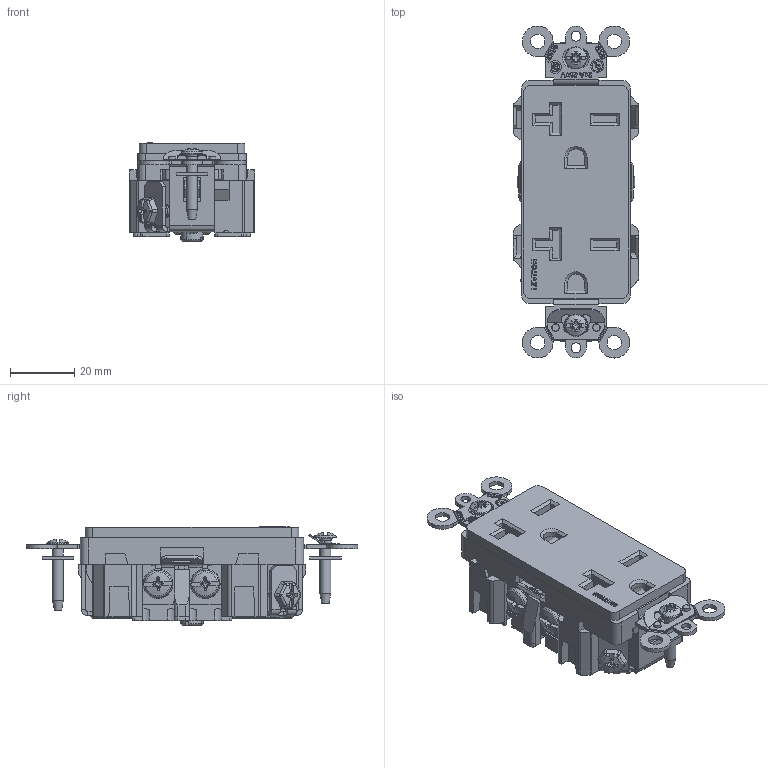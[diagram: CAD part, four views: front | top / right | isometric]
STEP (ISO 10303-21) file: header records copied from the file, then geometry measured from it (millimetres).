
FILE_DESCRIPTION (( 'STEP AP214' ), '1' );
FILE_NAME ('CATSTD-16462-00X-M01.STEP', '2020-09-25T13:07:34', ( '' ), ( '' ), 'SwSTEP 2.0', 'SolidWorks 2020', '' );
FILE_SCHEMA (( 'AUTOMOTIVE_DESIGN' ));
Length unit declared in the file: inch
Products named in the file (1): CATSTD-16462-00X-M01
Bounding box: 38.89 x 103.17 x 30.63 mm (x, y, z)
Volume: 46286 mm3; surface area: 41670.6 mm2
Topology: 19 solids, 19 shells, 3810 faces, 10337 edges, 6508 vertices
Faces by surface type: plane 2714, cylinder 552, cone 345, bspline 123, torus 46, sphere 30
Full cylindrical faces by diameter (mm): 1.321 x2, 2.184 x4, 2.362 x2, 2.438 x2, 2.858 x2, 3.099 x2, 3.229 x1, 3.251 x1, 3.404 x2, 3.556 x2, 3.81 x1, 3.962 x1, 4.318 x4, 4.521 x4, 4.75 x1, 4.803 x4, 5.385 x1, 6.858 x2
Entity records: 176400 total; most frequent: CARTESIAN_POINT 33124, ORIENTED_EDGE 20390, DIRECTION 18241, EDGE_CURVE 10195, VECTOR 7395, LINE 7395, VERTEX_POINT 6467, AXIS2_PLACEMENT_3D 5423
